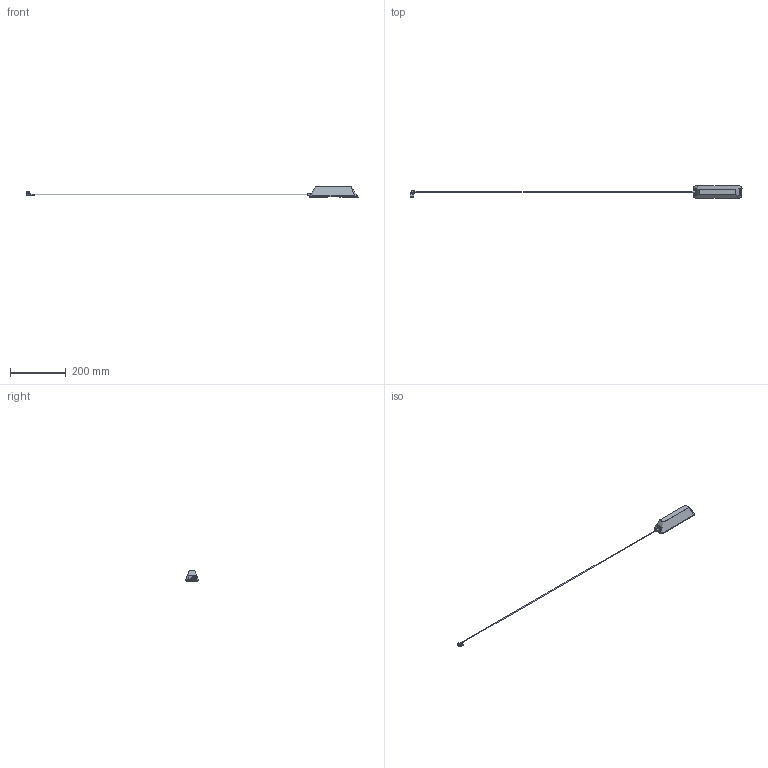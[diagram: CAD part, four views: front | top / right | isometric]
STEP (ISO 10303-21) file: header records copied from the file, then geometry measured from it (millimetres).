
FILE_DESCRIPTION (( 'STEP AP214' ), '1' );
FILE_NAME ('AC97002-01-External.STEP', '2025-02-24T12:40:08', ( '' ), ( '' ), 'SwSTEP 2.0', 'SolidWorks 2024', '' );
FILE_SCHEMA (( 'AUTOMOTIVE_DESIGN' ));
Length unit declared in the file: millimetre
Products named in the file (1): AC97002-01-External
Bounding box: 1186.9 x 45 x 36.4 mm (x, y, z)
Surface area: 46478.9 mm2 (no closed solid volume)
Topology: 0 solids, 34 shells, 249 faces, 2135 edges, 1917 vertices
Faces by surface type: plane 156, cylinder 52, bspline 28, cone 12, torus 1
Full cylindrical faces by diameter (mm): 2.8 x1, 3.4 x1, 4.3 x1, 7.4 x1
Entity records: 29312 total; most frequent: CARTESIAN_POINT 12567, ORIENTED_EDGE 2841, DIRECTION 2162, EDGE_CURVE 2127, VERTEX_POINT 1917, VECTOR 1298, LINE 1298, B_SPLINE_CURVE_WITH_KNOTS 590
